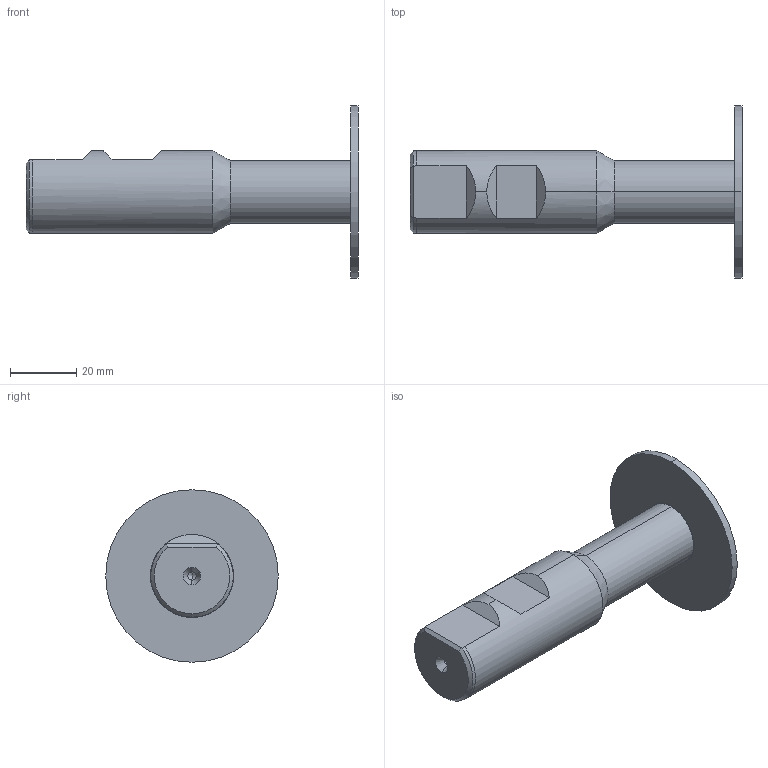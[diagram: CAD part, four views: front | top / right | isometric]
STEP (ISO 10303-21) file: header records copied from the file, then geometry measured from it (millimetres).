
FILE_DESCRIPTION (( 'STEP AP214' ), '1' );
FILE_NAME ('TFS-050-220-S07-4.STEP', '2019-05-22T08:07:47', ( '' ), ( '' ), 'SwSTEP 2.0', 'SolidWorks 2018', '' );
FILE_SCHEMA (( 'AUTOMOTIVE_DESIGN' ));
Length unit declared in the file: millimetre
Products named in the file (3): TFS-050-220-S07-4; JSCHF170 pk_Fr„serei (B); JSCHF170_1 pk
Assembly tree (2 placements, depth 2):
  TFS-050-220-S07-4
    JSCHF170 pk_Fr„serei (B)
    JSCHF170_1 pk
Bounding box: 100 x 51.97 x 51.97 mm (x, y, z)
Volume: 43065.3 mm3; surface area: 12660.1 mm2
Topology: 2 solids, 2 shells, 134 faces, 345 edges, 208 vertices
Faces by surface type: cylinder 75, cone 38, plane 21
Entity records: 4319 total; most frequent: DIRECTION 775, CARTESIAN_POINT 710, ORIENTED_EDGE 666, EDGE_CURVE 333, AXIS2_PLACEMENT_3D 313, VERTEX_POINT 208, CIRCLE 174, EDGE_LOOP 157
